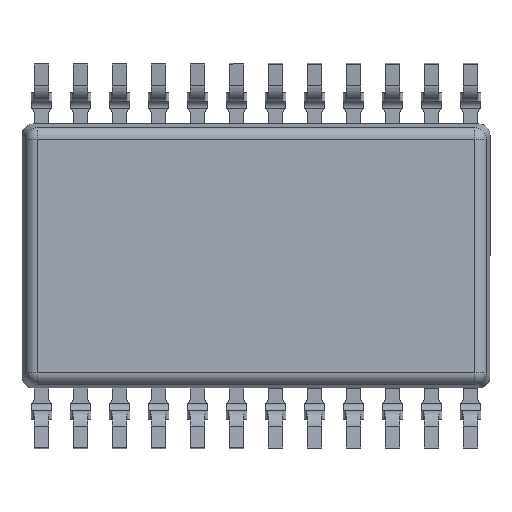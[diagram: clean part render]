
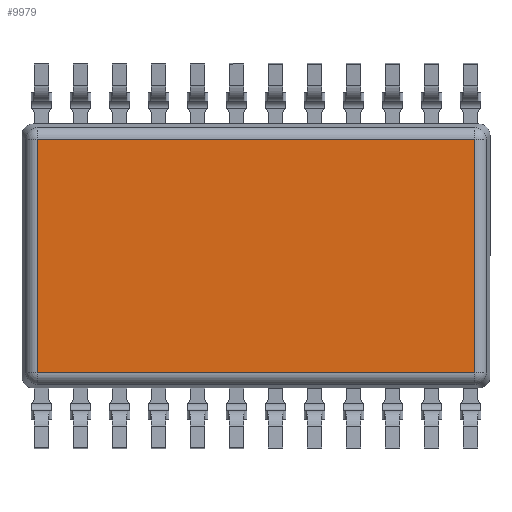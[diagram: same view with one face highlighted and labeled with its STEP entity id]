
A CAD part, front view. The second image highlights one B-rep face of the part: STEP entity #9979.
In plain terms, the highlighted face is planar.
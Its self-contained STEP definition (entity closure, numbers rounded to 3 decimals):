
#315 = ORIENTED_EDGE ( 'NONE', *, *, #21402, .T. ) ;
#2286 = CARTESIAN_POINT ( 'NONE',  ( 0.254, 0.375, -0.254 ) ) ;
#4468 = LINE ( 'NONE', #17863, #15629 ) ;
#5790 = CARTESIAN_POINT ( 'NONE',  ( 7.546, 0.375, -0.254 ) ) ;
#5854 = DIRECTION ( 'NONE',  ( 1., 0., 0. ) ) ;
#5994 = VERTEX_POINT ( 'NONE', #22074 ) ;
#6533 = DIRECTION ( 'NONE',  ( -1., 0., 0. ) ) ;
#7237 = DIRECTION ( 'NONE',  ( 0., 0., -1. ) ) ;
#7602 = DIRECTION ( 'NONE',  ( 0., 0., -1. ) ) ;
#7845 = CARTESIAN_POINT ( 'NONE',  ( 0., 0.375, 0. ) ) ;
#9305 = LINE ( 'NONE', #17230, #15891 ) ;
#9979 = ADVANCED_FACE ( 'NONE', ( #23219 ), #19288, .F. ) ;
#10131 = EDGE_LOOP ( 'NONE', ( #315, #22251, #21125, #23209 ) ) ;
#10259 = CARTESIAN_POINT ( 'NONE',  ( 0., 0.375, -0.254 ) ) ;
#11610 = VECTOR ( 'NONE', #14363, 1000. ) ;
#12038 = VECTOR ( 'NONE', #5854, 1000. ) ;
#12425 = CARTESIAN_POINT ( 'NONE',  ( 0.254, 0.375, 0. ) ) ;
#12864 = VERTEX_POINT ( 'NONE', #2286 ) ;
#14363 = DIRECTION ( 'NONE',  ( 0., 0., 1. ) ) ;
#15629 = VECTOR ( 'NONE', #6533, 1000. ) ;
#15891 = VECTOR ( 'NONE', #7237, 1000. ) ;
#16818 = EDGE_CURVE ( 'NONE', #12864, #22511, #17842, .T. ) ;
#17230 = CARTESIAN_POINT ( 'NONE',  ( 7.546, 0.375, 0. ) ) ;
#17842 = LINE ( 'NONE', #10259, #12038 ) ;
#17863 = CARTESIAN_POINT ( 'NONE',  ( 0., 0.375, -4.146 ) ) ;
#17865 = VERTEX_POINT ( 'NONE', #20830 ) ;
#19288 = PLANE ( 'NONE',  #22346 ) ;
#20830 = CARTESIAN_POINT ( 'NONE',  ( 7.546, 0.375, -4.146 ) ) ;
#21125 = ORIENTED_EDGE ( 'NONE', *, *, #25473, .T. ) ;
#21402 = EDGE_CURVE ( 'NONE', #22511, #17865, #9305, .T. ) ;
#22074 = CARTESIAN_POINT ( 'NONE',  ( 0.254, 0.375, -4.146 ) ) ;
#22251 = ORIENTED_EDGE ( 'NONE', *, *, #23596, .T. ) ;
#22346 = AXIS2_PLACEMENT_3D ( 'NONE', #7845, #23337, #7602 ) ;
#22511 = VERTEX_POINT ( 'NONE', #5790 ) ;
#23209 = ORIENTED_EDGE ( 'NONE', *, *, #16818, .T. ) ;
#23219 = FACE_OUTER_BOUND ( 'NONE', #10131, .T. ) ;
#23337 = DIRECTION ( 'NONE',  ( 0., -1., 0. ) ) ;
#23596 = EDGE_CURVE ( 'NONE', #17865, #5994, #4468, .T. ) ;
#25379 = LINE ( 'NONE', #12425, #11610 ) ;
#25473 = EDGE_CURVE ( 'NONE', #5994, #12864, #25379, .T. ) ;
